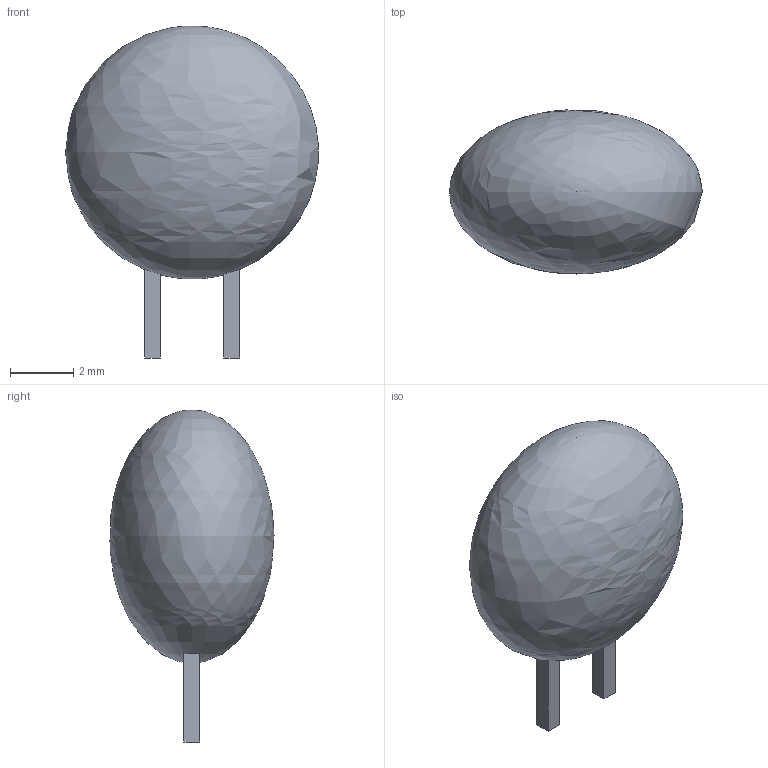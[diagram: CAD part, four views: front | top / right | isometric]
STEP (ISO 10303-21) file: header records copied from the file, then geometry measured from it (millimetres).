
FILE_DESCRIPTION(('FreeCAD Model'),'2;1');
FILE_NAME('vishay_kseries_size_code_15_2.5mm_lead_spacing.step','2019-10-19T23:29:32',( 'Author'),(''),'Open CASCADE STEP processor 7.3','FreeCAD','Unknown' );
FILE_SCHEMA(('AUTOMOTIVE_DESIGN_CC2 { 1 2 10303 214 -1 1 5 4 }'));
Length unit declared in the file: millimetre
Products named in the file (1): union001
Bounding box: 7.99 x 5.19 x 10.5 mm (x, y, z)
Volume: 174.2 mm3; surface area: 167.1 mm2
Topology: 1 solids, 1 shells, 11 faces, 30 edges, 20 vertices
Faces by surface type: plane 10, bspline 1
Entity records: 498 total; most frequent: CARTESIAN_POINT 164, ORIENTED_EDGE 56, DIRECTION 38, EDGE_CURVE 28, VERTEX_POINT 20, LINE 16, VECTOR 16, FACE_BOUND 12
